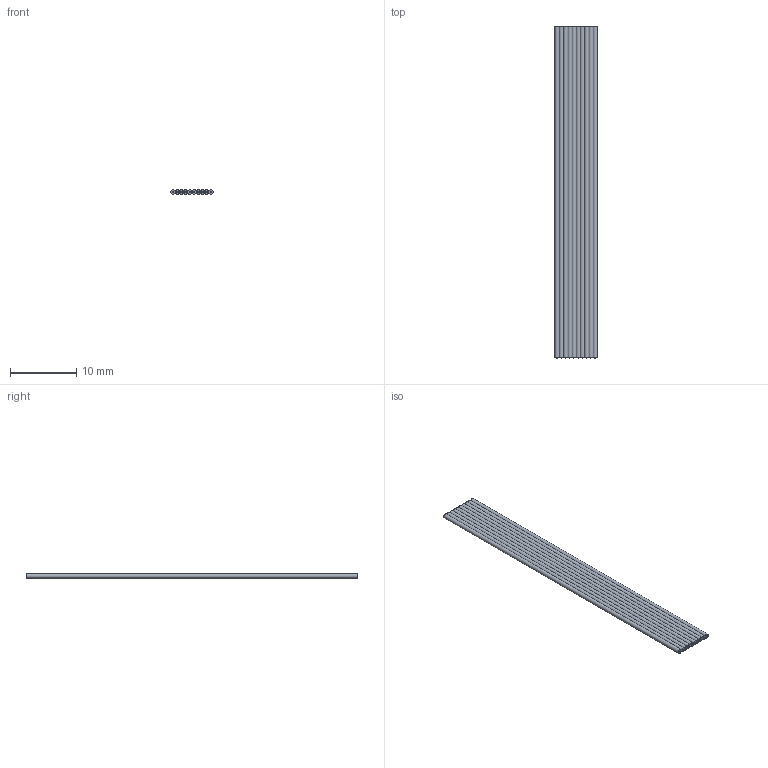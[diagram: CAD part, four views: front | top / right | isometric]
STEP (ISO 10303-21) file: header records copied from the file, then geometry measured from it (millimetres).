
FILE_DESCRIPTION(/* description */ ('Unknown'),/* implementation_level */ '2;1');
FILE_NAME(/* name */ '6391xx55721',/* time_stamp */ '2020-08-12T14:13:33+02:00',/* author */ ('Unknown'),/* organization */ ('Unknown'),/* preprocessor_version */ 'ST-DEVELOPER v16.7',/* originating_system */ 'DEX',/* authorisation */ $);
FILE_SCHEMA (('AUTOMOTIVE_DESIGN {1 0 10303 214 3 1 1}'));
Length unit declared in the file: millimetre
Products named in the file (1): 6391xx55721
Bounding box: 6.39 x 50.01 x 0.66 mm (x, y, z)
Volume: 171.9 mm3; surface area: 830.3 mm2
Topology: 1 solids, 1 shells, 588 faces, 1548 edges, 1032 vertices
Faces by surface type: cylinder 360, plane 210, bspline 18
Entity records: 22765 total; most frequent: DIRECTION 3446, CARTESIAN_POINT 3339, ORIENTED_EDGE 3096, EDGE_CURVE 1548, AXIS2_PLACEMENT_3D 1327, VERTEX_POINT 1032, LINE 792, VECTOR 792
